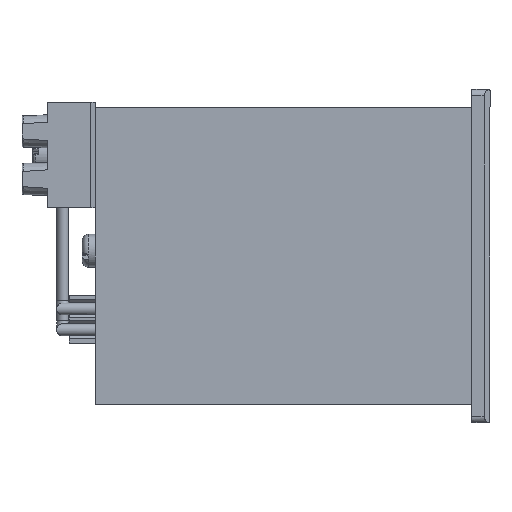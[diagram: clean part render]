
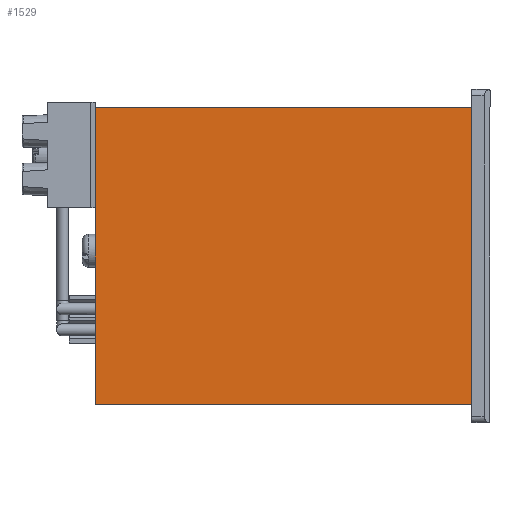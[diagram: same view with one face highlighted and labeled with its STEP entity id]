
A CAD part, front view. The second image highlights one B-rep face of the part: STEP entity #1529.
In plain terms, the highlighted face is planar.
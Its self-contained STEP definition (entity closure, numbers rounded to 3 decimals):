
#1529 = ADVANCED_FACE( '', ( #3038 ), #3039, .T. );
#3038 = FACE_OUTER_BOUND( '', #9767, .T. );
#3039 = PLANE( '', #9768 );
#9767 = EDGE_LOOP( '', ( #13644, #13645, #13646, #13647 ) );
#9768 = AXIS2_PLACEMENT_3D( '', #13648, #13649, #13650 );
#13644 = ORIENTED_EDGE( '', *, *, #14399, .T. );
#13645 = ORIENTED_EDGE( '', *, *, #15528, .T. );
#13646 = ORIENTED_EDGE( '', *, *, #15589, .F. );
#13647 = ORIENTED_EDGE( '', *, *, #15607, .T. );
#13648 = CARTESIAN_POINT( '', ( 24.892, 12.192, -63.5 ) );
#13649 = DIRECTION( '', ( 0., 1., 0. ) );
#13650 = DIRECTION( '', ( -1., 0., 0. ) );
#14399 = EDGE_CURVE( '', #16169, #16167, #16170, .T. );
#15528 = EDGE_CURVE( '', #16167, #17818, #17819, .T. );
#15589 = EDGE_CURVE( '', #17890, #17818, #17892, .T. );
#15607 = EDGE_CURVE( '', #17890, #16169, #17911, .T. );
#16167 = VERTEX_POINT( '', #19658 );
#16169 = VERTEX_POINT( '', #19661 );
#16170 = LINE( '', #19662, #19663 );
#17818 = VERTEX_POINT( '', #23731 );
#17819 = LINE( '', #23732, #23733 );
#17890 = VERTEX_POINT( '', #23898 );
#17892 = LINE( '', #23901, #23902 );
#17911 = LINE( '', #23939, #23940 );
#19658 = CARTESIAN_POINT( '', ( -24.892, 12.192, 0. ) );
#19661 = CARTESIAN_POINT( '', ( -24.892, 12.192, -63.2 ) );
#19662 = CARTESIAN_POINT( '', ( -24.892, 12.192, -63.5 ) );
#19663 = VECTOR( '', #24365, 1000. );
#23731 = CARTESIAN_POINT( '', ( 24.892, 12.192, 0. ) );
#23732 = CARTESIAN_POINT( '', ( 27.94, 12.192, 0. ) );
#23733 = VECTOR( '', #25457, 1000. );
#23898 = CARTESIAN_POINT( '', ( 24.892, 12.192, -63.2 ) );
#23901 = CARTESIAN_POINT( '', ( 24.892, 12.192, -63.5 ) );
#23902 = VECTOR( '', #25500, 1000. );
#23939 = CARTESIAN_POINT( '', ( 24.892, 12.192, -63.2 ) );
#23940 = VECTOR( '', #25507, 1000. );
#24365 = DIRECTION( '', ( 0., 0., 1. ) );
#25457 = DIRECTION( '', ( 1., 0., 0. ) );
#25500 = DIRECTION( '', ( 0., 0., 1. ) );
#25507 = DIRECTION( '', ( -1., 0., 0. ) );
